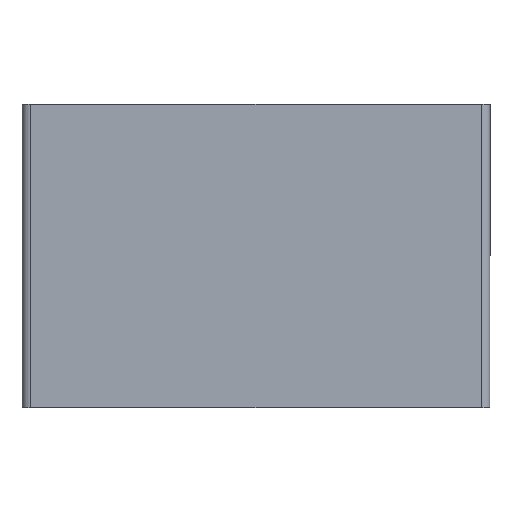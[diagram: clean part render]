
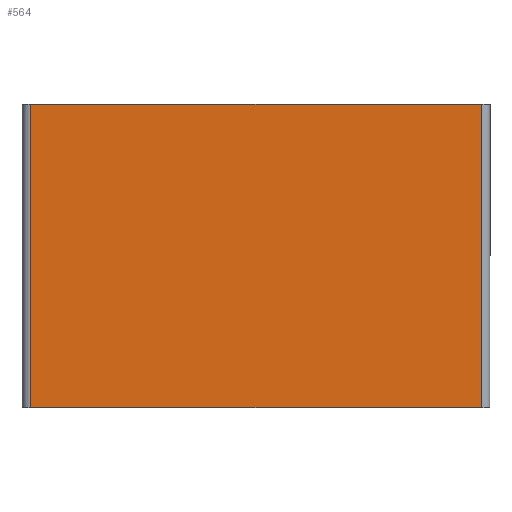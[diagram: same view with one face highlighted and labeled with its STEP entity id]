
A CAD part, front view. The second image highlights one B-rep face of the part: STEP entity #564.
In plain terms, the highlighted planar face has unit normal (0, -1, 0).
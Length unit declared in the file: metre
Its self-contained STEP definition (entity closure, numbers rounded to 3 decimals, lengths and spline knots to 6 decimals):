
#120=ORIENTED_EDGE('',*,*,#234,.F.);
#121=ORIENTED_EDGE('',*,*,#280,.T.);
#122=ORIENTED_EDGE('',*,*,#277,.T.);
#123=ORIENTED_EDGE('',*,*,#281,.T.);
#234=EDGE_CURVE('',#318,#319,#367,.T.);
#277=EDGE_CURVE('',#355,#354,#395,.T.);
#280=EDGE_CURVE('',#318,#355,#396,.T.);
#281=EDGE_CURVE('',#354,#319,#397,.F.);
#318=VERTEX_POINT('',#864);
#319=VERTEX_POINT('',#866);
#354=VERTEX_POINT('',#947);
#355=VERTEX_POINT('',#949);
#367=LINE('',#865,#427);
#395=LINE('',#948,#455);
#396=LINE('',#953,#456);
#397=LINE('',#954,#457);
#427=VECTOR('',#686,1.);
#455=VECTOR('',#752,1.);
#456=VECTOR('',#759,1.);
#457=VECTOR('',#760,1.);
#484=EDGE_LOOP('',(#120,#121,#122,#123));
#516=FACE_BOUND('',#484,.T.);
#546=PLANE('',#631);
#564=ADVANCED_FACE('',(#516),#546,.T.);
#631=AXIS2_PLACEMENT_3D('',#952,#757,#758);
#686=DIRECTION('',(-1.,0.,0.));
#752=DIRECTION('',(-1.,0.,0.));
#757=DIRECTION('',(0.,-1.,0.));
#758=DIRECTION('',(-1.,0.,0.));
#759=DIRECTION('',(0.,0.,1.));
#760=DIRECTION('',(0.,0.,1.));
#864=CARTESIAN_POINT('',(-0.0006,-0.0274,0.001));
#865=CARTESIAN_POINT('',(-0.0162,-0.0274,0.001));
#866=CARTESIAN_POINT('',(-0.0318,-0.0274,0.001));
#947=CARTESIAN_POINT('',(-0.0318,-0.0274,0.022));
#948=CARTESIAN_POINT('',(-0.0162,-0.0274,0.022));
#949=CARTESIAN_POINT('',(-0.0006,-0.0274,0.022));
#952=CARTESIAN_POINT('',(-0.0162,-0.0274,0.0115));
#953=CARTESIAN_POINT('',(-0.0006,-0.0274,0.022));
#954=CARTESIAN_POINT('',(-0.0318,-0.0274,0.0115));
